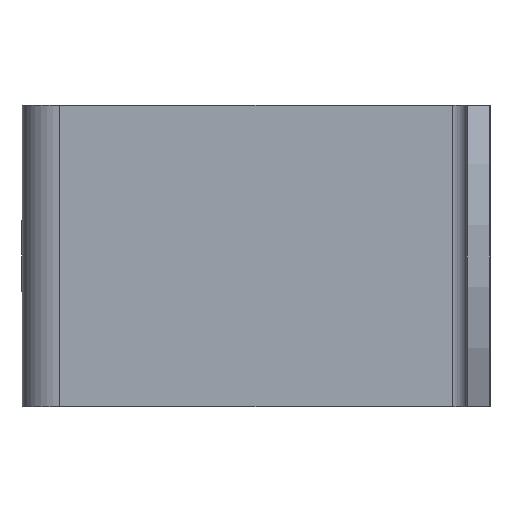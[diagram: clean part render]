
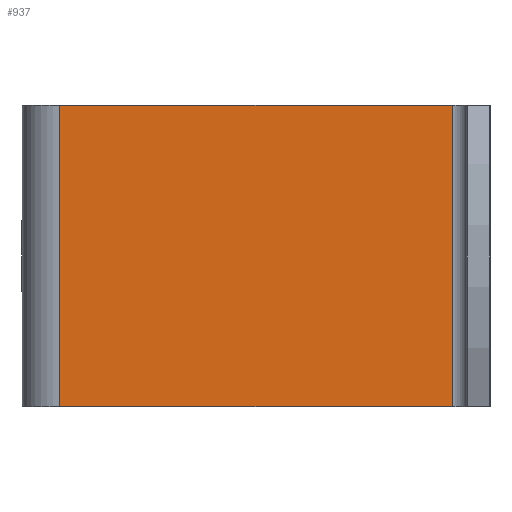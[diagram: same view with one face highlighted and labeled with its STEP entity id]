
A CAD part, left-side view. The second image highlights one B-rep face of the part: STEP entity #937.
In plain terms, the highlighted planar face has unit normal (-1, 0, 0).
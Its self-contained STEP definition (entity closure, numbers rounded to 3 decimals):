
#864=CARTESIAN_POINT('',(-23.5,57.0,20.0));
#865=VERTEX_POINT('',#864);
#900=CARTESIAN_POINT('',(-23.5,80.715,0.));
#901=DIRECTION('',(-1.0,0.0,0.0));
#902=DIRECTION('',(0.0,0.0,1.0));
#903=AXIS2_PLACEMENT_3D('',#900,#901,#902);
#904=PLANE('',#903);
#905=CARTESIAN_POINT('',(-23.5,57.0,-20.0));
#906=VERTEX_POINT('',#905);
#907=CARTESIAN_POINT('',(-23.5,57.0,-20.0));
#908=DIRECTION('',(0.0,0.0,1.0));
#909=VECTOR('',#908,40.0);
#910=LINE('',#907,#909);
#911=EDGE_CURVE('',#906,#865,#910,.T.);
#912=ORIENTED_EDGE('',*,*,#911,.F.);
#913=CARTESIAN_POINT('',(-23.5,5.,-20.0));
#914=VERTEX_POINT('',#913);
#915=CARTESIAN_POINT('',(-23.5,5.0,-20.0));
#916=DIRECTION('',(0.0,1.0,0.0));
#917=VECTOR('',#916,52.0);
#918=LINE('',#915,#917);
#919=EDGE_CURVE('',#914,#906,#918,.T.);
#920=ORIENTED_EDGE('',*,*,#919,.F.);
#921=CARTESIAN_POINT('',(-23.5,5.0,20.0));
#922=VERTEX_POINT('',#921);
#923=CARTESIAN_POINT('',(-23.5,5.0,-20.0));
#924=DIRECTION('',(0.0,0.0,1.0));
#925=VECTOR('',#924,40.0);
#926=LINE('',#923,#925);
#927=EDGE_CURVE('',#914,#922,#926,.T.);
#928=ORIENTED_EDGE('',*,*,#927,.T.);
#929=CARTESIAN_POINT('',(-23.5,57.0,20.0));
#930=DIRECTION('',(0.0,-1.0,0.0));
#931=VECTOR('',#930,52.0);
#932=LINE('',#929,#931);
#933=EDGE_CURVE('',#865,#922,#932,.T.);
#934=ORIENTED_EDGE('',*,*,#933,.F.);
#935=EDGE_LOOP('',(#912,#920,#928,#934));
#936=FACE_OUTER_BOUND('',#935,.T.);
#937=ADVANCED_FACE('',(#936),#904,.T.);
